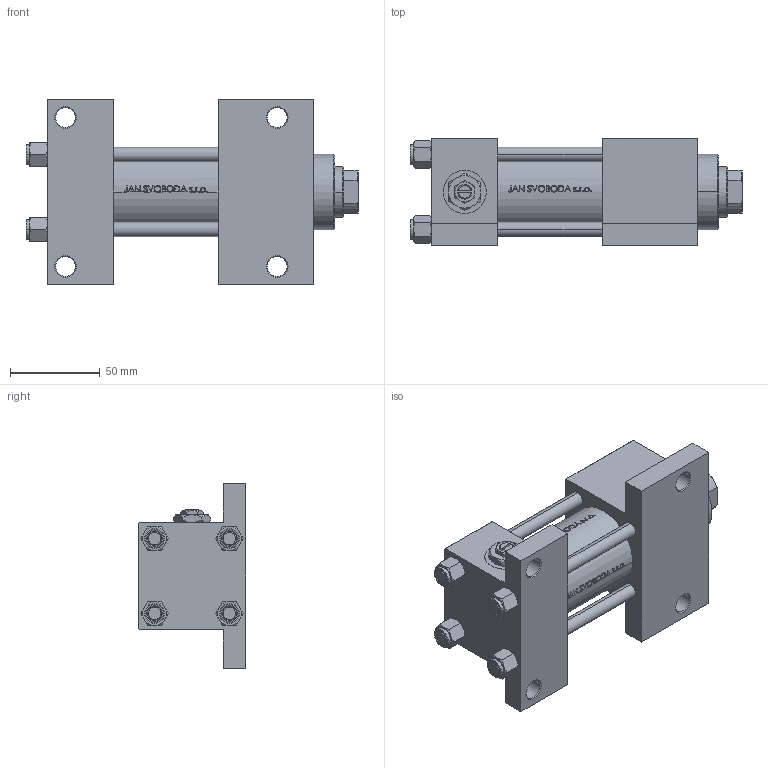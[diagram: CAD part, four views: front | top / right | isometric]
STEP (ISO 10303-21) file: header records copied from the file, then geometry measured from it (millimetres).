
FILE_DESCRIPTION (( 'STEP AP203' ), '1' );
FILE_NAME ('cc0d.STEP', '2022-04-16T02:19:31', ( '' ), ( '' ), 'SwSTEP 2.0', 'SolidWorks 2019', '' );
FILE_SCHEMA (( 'CONFIG_CONTROL_DESIGN' ));
Length unit declared in the file: millimetre
Products named in the file (7): V215CR_G_Body 6db6463e48d78403469bd3346ed021f3; V215CR_G_TYCINKA 6db6463e48d78403469bd3346ed021f3; V215CR_VCP_G 6db6463e48d78403469bd3346ed021f3; NUT_M5_G 6db6463e48d78403469bd3346ed021f3; V215_VC_A 6db6463e48d78403469bd3346ed021f3; cc0d; Zatka_pro_OIL_PORT 6db6463e48d78403469bd3346ed021f3
Assembly tree (16 placements, depth 2):
  cc0d
    V215CR_G_Body 6db6463e48d78403469bd3346ed021f3
    V215CR_VCP_G 6db6463e48d78403469bd3346ed021f3
    V215CR_G_TYCINKA 6db6463e48d78403469bd3346ed021f3  x6
    NUT_M5_G 6db6463e48d78403469bd3346ed021f3  x6
    V215_VC_A 6db6463e48d78403469bd3346ed021f3
    Zatka_pro_OIL_PORT 6db6463e48d78403469bd3346ed021f3
Bounding box: 185 x 60 x 103 mm (x, y, z)
Volume: 484544.8 mm3; surface area: 130264.1 mm2
Topology: 16 solids, 16 shells, 1221 faces, 3040 edges, 1936 vertices
Faces by surface type: plane 476, bspline 380, cone 210, cylinder 143, torus 12
Entity records: 49293 total; most frequent: CARTESIAN_POINT 26381, ORIENTED_EDGE 5236, DIRECTION 3258, EDGE_CURVE 2618, VERTEX_POINT 1696, LINE 1336, VECTOR 1336, EDGE_LOOP 1124
